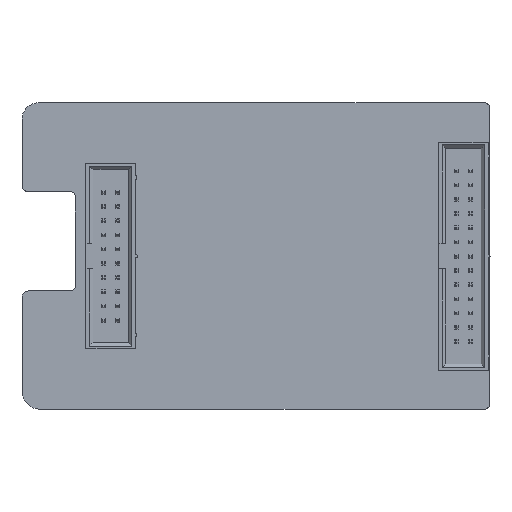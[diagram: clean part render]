
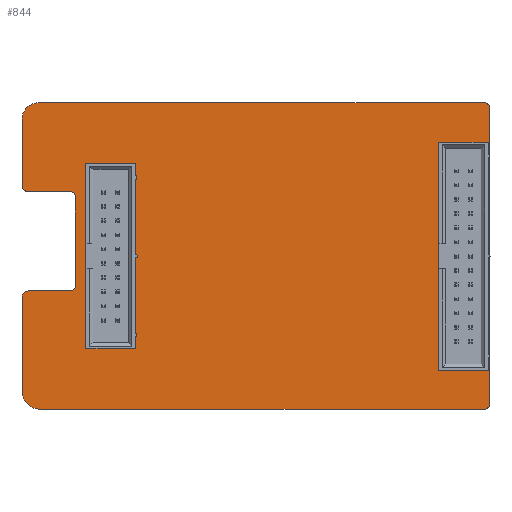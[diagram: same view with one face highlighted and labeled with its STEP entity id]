
A CAD part, top view. The second image highlights one B-rep face of the part: STEP entity #844.
In plain terms, the highlighted planar face has unit normal (0, 0, 1).
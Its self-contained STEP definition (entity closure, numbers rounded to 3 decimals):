
#315 = VERTEX_POINT('',#316);
#316 = CARTESIAN_POINT('',(-0.063,3.123,1.646));
#322 = EDGE_CURVE('',#315,#323,#325,.T.);
#323 = VERTEX_POINT('',#324);
#324 = CARTESIAN_POINT('',(-0.039,19.97,1.646));
#325 = LINE('',#326,#327);
#326 = CARTESIAN_POINT('',(-0.063,3.123,1.646));
#327 = VECTOR('',#328,1.);
#328 = DIRECTION('',(0.001,1.,0.));
#353 = EDGE_CURVE('',#323,#354,#356,.T.);
#354 = VERTEX_POINT('',#355);
#355 = CARTESIAN_POINT('',(1.046,21.055,1.646));
#356 = CIRCLE('',#357,1.085);
#357 = AXIS2_PLACEMENT_3D('',#358,#359,#360);
#358 = CARTESIAN_POINT('',(1.046,19.97,1.646));
#359 = DIRECTION('',(0.,0.,-1.));
#360 = DIRECTION('',(-1.,0.,0.));
#386 = EDGE_CURVE('',#354,#387,#389,.T.);
#387 = VERTEX_POINT('',#388);
#388 = CARTESIAN_POINT('',(8.49,21.055,1.646));
#389 = LINE('',#390,#391);
#390 = CARTESIAN_POINT('',(1.046,21.055,1.646));
#391 = VECTOR('',#392,1.);
#392 = DIRECTION('',(1.,0.,0.));
#417 = EDGE_CURVE('',#387,#418,#420,.T.);
#418 = VERTEX_POINT('',#419);
#419 = CARTESIAN_POINT('',(9.49,22.055,1.646));
#420 = CIRCLE('',#421,1.);
#421 = AXIS2_PLACEMENT_3D('',#422,#423,#424);
#422 = CARTESIAN_POINT('',(8.49,22.055,1.646));
#423 = DIRECTION('',(0.,0.,1.));
#424 = DIRECTION('',(0.,-1.,0.));
#450 = EDGE_CURVE('',#418,#451,#453,.T.);
#451 = VERTEX_POINT('',#452);
#452 = CARTESIAN_POINT('',(9.49,37.855,1.646));
#453 = LINE('',#454,#455);
#454 = CARTESIAN_POINT('',(9.49,22.055,1.646));
#455 = VECTOR('',#456,1.);
#456 = DIRECTION('',(0.,1.,0.));
#481 = EDGE_CURVE('',#451,#482,#484,.T.);
#482 = VERTEX_POINT('',#483);
#483 = CARTESIAN_POINT('',(8.49,38.855,1.646));
#484 = CIRCLE('',#485,1.);
#485 = AXIS2_PLACEMENT_3D('',#486,#487,#488);
#486 = CARTESIAN_POINT('',(8.49,37.855,1.646));
#487 = DIRECTION('',(0.,0.,1.));
#488 = DIRECTION('',(1.,0.,0.));
#514 = EDGE_CURVE('',#482,#515,#517,.T.);
#515 = VERTEX_POINT('',#516);
#516 = CARTESIAN_POINT('',(0.936,38.855,1.646));
#517 = LINE('',#518,#519);
#518 = CARTESIAN_POINT('',(8.49,38.855,1.646));
#519 = VECTOR('',#520,1.);
#520 = DIRECTION('',(-1.,0.,0.));
#545 = EDGE_CURVE('',#515,#546,#548,.T.);
#546 = VERTEX_POINT('',#547);
#547 = CARTESIAN_POINT('',(-0.064,39.855,1.646));
#548 = CIRCLE('',#549,1.);
#549 = AXIS2_PLACEMENT_3D('',#550,#551,#552);
#550 = CARTESIAN_POINT('',(0.936,39.855,1.646));
#551 = DIRECTION('',(0.,0.,-1.));
#552 = DIRECTION('',(0.,-1.,0.));
#578 = EDGE_CURVE('',#546,#579,#581,.T.);
#579 = VERTEX_POINT('',#580);
#580 = CARTESIAN_POINT('',(-0.064,51.721,1.646));
#581 = LINE('',#582,#583);
#582 = CARTESIAN_POINT('',(-0.064,39.855,1.646));
#583 = VECTOR('',#584,1.);
#584 = DIRECTION('',(0.,1.,0.));
#609 = EDGE_CURVE('',#579,#610,#612,.T.);
#610 = VERTEX_POINT('',#611);
#611 = CARTESIAN_POINT('',(2.87,54.655,1.646));
#612 = CIRCLE('',#613,2.934);
#613 = AXIS2_PLACEMENT_3D('',#614,#615,#616);
#614 = CARTESIAN_POINT('',(2.87,51.721,1.646));
#615 = DIRECTION('',(0.,0.,-1.));
#616 = DIRECTION('',(-1.,0.,0.));
#642 = EDGE_CURVE('',#610,#643,#645,.T.);
#643 = VERTEX_POINT('',#644);
#644 = CARTESIAN_POINT('',(82.49,54.655,1.646));
#645 = LINE('',#646,#647);
#646 = CARTESIAN_POINT('',(2.87,54.655,1.646));
#647 = VECTOR('',#648,1.);
#648 = DIRECTION('',(1.,0.,0.));
#673 = EDGE_CURVE('',#643,#674,#676,.T.);
#674 = VERTEX_POINT('',#675);
#675 = CARTESIAN_POINT('',(83.49,53.655,1.646));
#676 = CIRCLE('',#677,1.);
#677 = AXIS2_PLACEMENT_3D('',#678,#679,#680);
#678 = CARTESIAN_POINT('',(82.49,53.655,1.646));
#679 = DIRECTION('',(0.,0.,-1.));
#680 = DIRECTION('',(0.,1.,0.));
#706 = EDGE_CURVE('',#674,#707,#709,.T.);
#707 = VERTEX_POINT('',#708);
#708 = CARTESIAN_POINT('',(83.49,0.955,1.646));
#709 = LINE('',#710,#711);
#710 = CARTESIAN_POINT('',(83.49,53.655,1.646));
#711 = VECTOR('',#712,1.);
#712 = DIRECTION('',(0.,-1.,0.));
#737 = EDGE_CURVE('',#707,#738,#740,.T.);
#738 = VERTEX_POINT('',#739);
#739 = CARTESIAN_POINT('',(82.49,-0.045,1.646));
#740 = CIRCLE('',#741,1.);
#741 = AXIS2_PLACEMENT_3D('',#742,#743,#744);
#742 = CARTESIAN_POINT('',(82.49,0.955,1.646));
#743 = DIRECTION('',(0.,0.,-1.));
#744 = DIRECTION('',(1.,0.,0.));
#770 = EDGE_CURVE('',#738,#771,#773,.T.);
#771 = VERTEX_POINT('',#772);
#772 = CARTESIAN_POINT('',(3.1,-0.045,1.646));
#773 = LINE('',#774,#775);
#774 = CARTESIAN_POINT('',(82.49,-0.045,1.646));
#775 = VECTOR('',#776,1.);
#776 = DIRECTION('',(-1.,0.,0.));
#801 = EDGE_CURVE('',#771,#315,#802,.T.);
#802 = CIRCLE('',#803,3.163);
#803 = AXIS2_PLACEMENT_3D('',#804,#805,#806);
#804 = CARTESIAN_POINT('',(3.1,3.118,1.646));
#805 = DIRECTION('',(0.,0.,-1.));
#806 = DIRECTION('',(0.,-1.,0.));
#844 = ADVANCED_FACE('',(#845),#863,.T.);
#845 = FACE_BOUND('',#846,.F.);
#846 = EDGE_LOOP('',(#847,#848,#849,#850,#851,#852,#853,#854,#855,#856,
    #857,#858,#859,#860,#861,#862));
#847 = ORIENTED_EDGE('',*,*,#322,.T.);
#848 = ORIENTED_EDGE('',*,*,#353,.T.);
#849 = ORIENTED_EDGE('',*,*,#386,.T.);
#850 = ORIENTED_EDGE('',*,*,#417,.T.);
#851 = ORIENTED_EDGE('',*,*,#450,.T.);
#852 = ORIENTED_EDGE('',*,*,#481,.T.);
#853 = ORIENTED_EDGE('',*,*,#514,.T.);
#854 = ORIENTED_EDGE('',*,*,#545,.T.);
#855 = ORIENTED_EDGE('',*,*,#578,.T.);
#856 = ORIENTED_EDGE('',*,*,#609,.T.);
#857 = ORIENTED_EDGE('',*,*,#642,.T.);
#858 = ORIENTED_EDGE('',*,*,#673,.T.);
#859 = ORIENTED_EDGE('',*,*,#706,.T.);
#860 = ORIENTED_EDGE('',*,*,#737,.T.);
#861 = ORIENTED_EDGE('',*,*,#770,.T.);
#862 = ORIENTED_EDGE('',*,*,#801,.T.);
#863 = PLANE('',#864);
#864 = AXIS2_PLACEMENT_3D('',#865,#866,#867);
#865 = CARTESIAN_POINT('',(-0.063,3.123,1.646));
#866 = DIRECTION('',(0.,0.,1.));
#867 = DIRECTION('',(1.,0.,0.));
